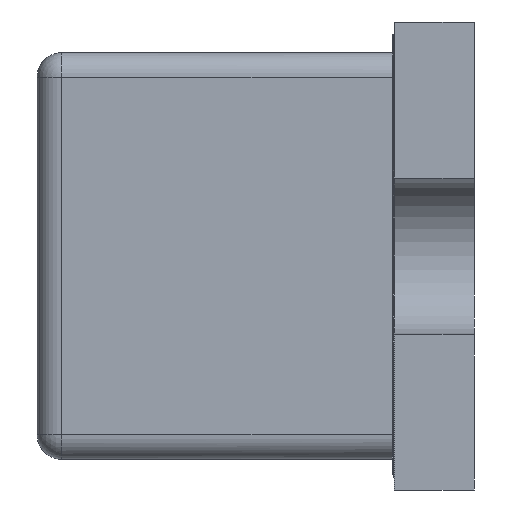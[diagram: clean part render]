
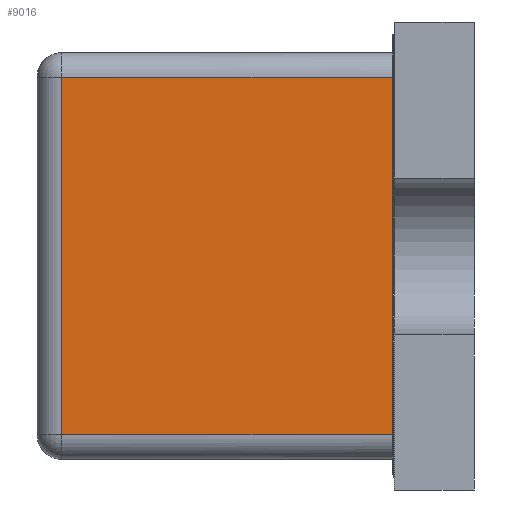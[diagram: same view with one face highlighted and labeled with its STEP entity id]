
A CAD part, left-side view. The second image highlights one B-rep face of the part: STEP entity #9016.
In plain terms, the highlighted planar face has unit normal (-1, 0, 0).
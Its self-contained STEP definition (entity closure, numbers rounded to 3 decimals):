
#683 = PLANE ( 'NONE',  #9114 ) ;
#693 = CARTESIAN_POINT ( 'NONE',  ( -1.755, 3.36, -1.455 ) ) ;
#890 = LINE ( 'NONE', #8767, #6802 ) ;
#1170 = LINE ( 'NONE', #9838, #3585 ) ;
#1577 = DIRECTION ( 'NONE',  ( 1., 0., 0. ) ) ;
#1623 = DIRECTION ( 'NONE',  ( 0., 0., -1. ) ) ;
#1658 = EDGE_CURVE ( 'NONE', #7387, #5236, #8353, .T. ) ;
#1817 = EDGE_CURVE ( 'NONE', #3905, #5236, #890, .T. ) ;
#2128 = CARTESIAN_POINT ( 'NONE',  ( -1.755, 3.36, 1.655 ) ) ;
#2314 = FACE_OUTER_BOUND ( 'NONE', #3661, .T. ) ;
#2423 = ORIENTED_EDGE ( 'NONE', *, *, #3950, .T. ) ;
#3062 = CARTESIAN_POINT ( 'NONE',  ( -1.755, 0.668, -1.455 ) ) ;
#3579 = ORIENTED_EDGE ( 'NONE', *, *, #1658, .T. ) ;
#3585 = VECTOR ( 'NONE', #7428, 1000. ) ;
#3661 = EDGE_LOOP ( 'NONE', ( #2423, #3579, #5207, #9675 ) ) ;
#3905 = VERTEX_POINT ( 'NONE', #10003 ) ;
#3950 = EDGE_CURVE ( 'NONE', #7997, #7387, #9269, .T. ) ;
#4326 = CARTESIAN_POINT ( 'NONE',  ( -1.755, 3.36, 1.455 ) ) ;
#5207 = ORIENTED_EDGE ( 'NONE', *, *, #1817, .F. ) ;
#5236 = VERTEX_POINT ( 'NONE', #3062 ) ;
#5299 = DIRECTION ( 'NONE',  ( 0., 0., -1. ) ) ;
#5324 = CARTESIAN_POINT ( 'NONE',  ( -1.755, 0.668, -1.455 ) ) ;
#5329 = CARTESIAN_POINT ( 'NONE',  ( -1.755, 0.668, 1.655 ) ) ;
#6802 = VECTOR ( 'NONE', #1623, 1000. ) ;
#7241 = EDGE_CURVE ( 'NONE', #3905, #7997, #1170, .T. ) ;
#7387 = VERTEX_POINT ( 'NONE', #693 ) ;
#7428 = DIRECTION ( 'NONE',  ( 0., 1., 0. ) ) ;
#7997 = VERTEX_POINT ( 'NONE', #4326 ) ;
#8353 = LINE ( 'NONE', #5324, #8486 ) ;
#8379 = VECTOR ( 'NONE', #5299, 1000. ) ;
#8486 = VECTOR ( 'NONE', #8513, 1000. ) ;
#8513 = DIRECTION ( 'NONE',  ( 0., -1., 0. ) ) ;
#8767 = CARTESIAN_POINT ( 'NONE',  ( -1.755, 0.668, 1.655 ) ) ;
#9016 = ADVANCED_FACE ( 'NONE', ( #2314 ), #683, .F. ) ;
#9114 = AXIS2_PLACEMENT_3D ( 'NONE', #5329, #1577, #9353 ) ;
#9269 = LINE ( 'NONE', #2128, #8379 ) ;
#9353 = DIRECTION ( 'NONE',  ( 0., 0., -1. ) ) ;
#9675 = ORIENTED_EDGE ( 'NONE', *, *, #7241, .T. ) ;
#9838 = CARTESIAN_POINT ( 'NONE',  ( -1.755, 0.668, 1.455 ) ) ;
#10003 = CARTESIAN_POINT ( 'NONE',  ( -1.755, 0.668, 1.455 ) ) ;
